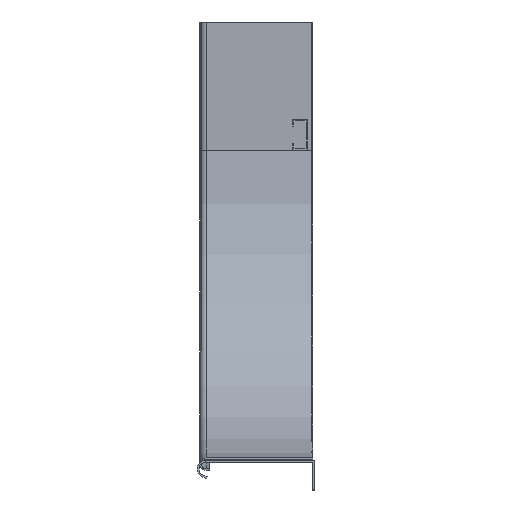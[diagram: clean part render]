
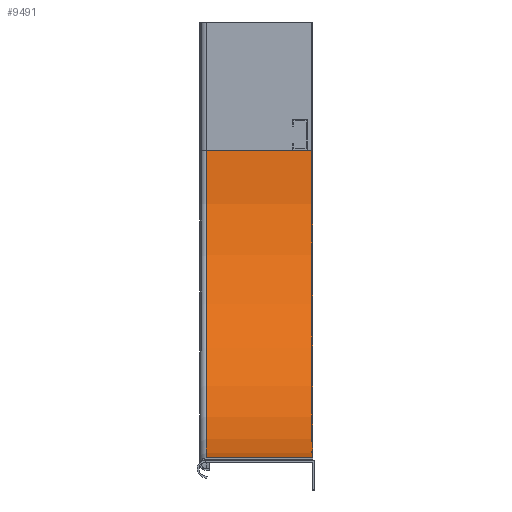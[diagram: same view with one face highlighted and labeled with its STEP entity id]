
A CAD part, left-side view. The second image highlights one B-rep face of the part: STEP entity #9491.
In plain terms, the highlighted cylindrical face has radius 300 mm (diameter 600 mm), a partial arc.
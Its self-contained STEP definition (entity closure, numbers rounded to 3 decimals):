
#667 = CARTESIAN_POINT ( 'NONE',  ( 0., 2.5, -125. ) ) ;
#853 = VERTEX_POINT ( 'NONE', #10577 ) ;
#1546 = DIRECTION ( 'NONE',  ( 0., -1., 0. ) ) ;
#1711 = CARTESIAN_POINT ( 'NONE',  ( 300., 0., -425. ) ) ;
#1988 = DIRECTION ( 'NONE',  ( 0., 1., 0. ) ) ;
#2580 = CARTESIAN_POINT ( 'NONE',  ( 0., 0., -125. ) ) ;
#2705 = CARTESIAN_POINT ( 'NONE',  ( 300., 104., -425. ) ) ;
#3561 = ORIENTED_EDGE ( 'NONE', *, *, #16485, .F. ) ;
#4751 = AXIS2_PLACEMENT_3D ( 'NONE', #15376, #7392, #16674 ) ;
#6542 = DIRECTION ( 'NONE',  ( 0., -1., 0. ) ) ;
#6604 = CYLINDRICAL_SURFACE ( 'NONE', #10235, 300. ) ;
#7265 = ORIENTED_EDGE ( 'NONE', *, *, #9814, .T. ) ;
#7392 = DIRECTION ( 'NONE',  ( 0., -1., 0. ) ) ;
#7829 = CIRCLE ( 'NONE', #8131, 300. ) ;
#7859 = VECTOR ( 'NONE', #13852, 1000. ) ;
#7958 = LINE ( 'NONE', #667, #14633 ) ;
#8131 = AXIS2_PLACEMENT_3D ( 'NONE', #14529, #6542, #15853 ) ;
#8949 = EDGE_CURVE ( 'NONE', #12103, #9861, #14961, .T. ) ;
#9273 = EDGE_LOOP ( 'NONE', ( #3561, #7265, #13093, #9473 ) ) ;
#9473 = ORIENTED_EDGE ( 'NONE', *, *, #15416, .F. ) ;
#9490 = DIRECTION ( 'NONE',  ( 0., 0., -1. ) ) ;
#9491 = ADVANCED_FACE ( 'NONE', ( #14112 ), #6604, .F. ) ;
#9814 = EDGE_CURVE ( 'NONE', #14918, #12103, #7829, .T. ) ;
#9861 = VERTEX_POINT ( 'NONE', #2705 ) ;
#10235 = AXIS2_PLACEMENT_3D ( 'NONE', #16102, #1546, #9490 ) ;
#10577 = CARTESIAN_POINT ( 'NONE',  ( 0., 104., -125. ) ) ;
#11725 = CIRCLE ( 'NONE', #4751, 300. ) ;
#12103 = VERTEX_POINT ( 'NONE', #1711 ) ;
#13093 = ORIENTED_EDGE ( 'NONE', *, *, #8949, .T. ) ;
#13852 = DIRECTION ( 'NONE',  ( 0., 1., 0. ) ) ;
#14112 = FACE_OUTER_BOUND ( 'NONE', #9273, .T. ) ;
#14529 = CARTESIAN_POINT ( 'NONE',  ( 300., 0., -125. ) ) ;
#14633 = VECTOR ( 'NONE', #1988, 1000. ) ;
#14918 = VERTEX_POINT ( 'NONE', #2580 ) ;
#14961 = LINE ( 'NONE', #15080, #7859 ) ;
#15080 = CARTESIAN_POINT ( 'NONE',  ( 300., 2.5, -425. ) ) ;
#15376 = CARTESIAN_POINT ( 'NONE',  ( 300., 104., -125. ) ) ;
#15416 = EDGE_CURVE ( 'NONE', #853, #9861, #11725, .T. ) ;
#15853 = DIRECTION ( 'NONE',  ( 1., 0., 0. ) ) ;
#16102 = CARTESIAN_POINT ( 'NONE',  ( 300., 0., -125. ) ) ;
#16485 = EDGE_CURVE ( 'NONE', #14918, #853, #7958, .T. ) ;
#16674 = DIRECTION ( 'NONE',  ( 0., 0., -1. ) ) ;
